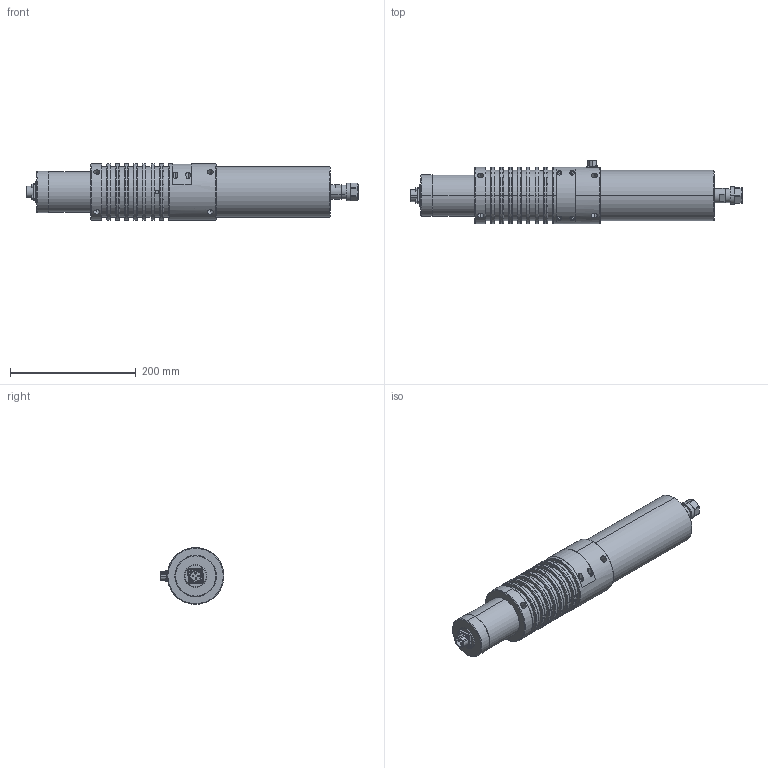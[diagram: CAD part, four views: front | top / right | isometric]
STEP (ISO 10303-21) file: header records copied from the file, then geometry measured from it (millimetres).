
FILE_DESCRIPTION (( 'STEP AP203' ), '1' );
FILE_NAME ('GDC80-18Z-1.2.STEP', '2021-11-30T11:41:30', ( 'Sky123.Org' ), ( 'Sky123.Org' ), 'SwSTEP 2.0', 'SolidWorks 2018', '' );
FILE_SCHEMA (( 'CONFIG_CONTROL_DESIGN' ));
Length unit declared in the file: millimetre
Products named in the file (14): GB／T70．1-2000内六角圆柱头螺钉M4×20(8．8级); GDZ18堤盄釱; ER16蹟簽; 堤盄釱脣芛18x18M20; ER16粟俶芠標; GDC80-18Z-1.2俋褲裔啣; GDC80-18Z-1.2; 苤蝶菜; 苤脣芛; GDC80-12Z-1.5粣芛; GB／T70．1-2000内六角圆柱头螺钉M3×16(8．8级); GDC80-18Z-1.2儂褲; GB／T70．1-2000内六角圆柱头螺钉M2×10(8．8级); GDC80-18Z-1.2前盖
Assembly tree (22 placements, depth 2):
  GDC80-18Z-1.2
    GDC80-18Z-1.2儂褲
    GDC80-18Z-1.2前盖
    GDZ18堤盄釱
    堤盄釱脣芛18x18M20
    GDC80-18Z-1.2俋褲裔啣
    苤蝶菜
    苤脣芛
    GDC80-12Z-1.5粣芛
    GB／T70．1-2000内六角圆柱头螺钉M3×16(8．8级)  x4
    GB／T70．1-2000内六角圆柱头螺钉M2×10(8．8级)  x4
    GB／T70．1-2000内六角圆柱头螺钉M4×20(8．8级)  x4
    ER16蹟簽
    ER16粟俶芠標
Bounding box: 527.2 x 101.42 x 90 mm (x, y, z)
Volume: 1875639.5 mm3; surface area: 261651.3 mm2
Topology: 22 solids, 24 shells, 761 faces, 1684 edges, 1045 vertices
Faces by surface type: cylinder 295, plane 292, torus 91, cone 67, sphere 16
Entity records: 19436 total; most frequent: CARTESIAN_POINT 4595, DIRECTION 2998, ORIENTED_EDGE 2504, EDGE_CURVE 1252, AXIS2_PLACEMENT_3D 1223, VERTEX_POINT 792, EDGE_LOOP 692, CIRCLE 632
